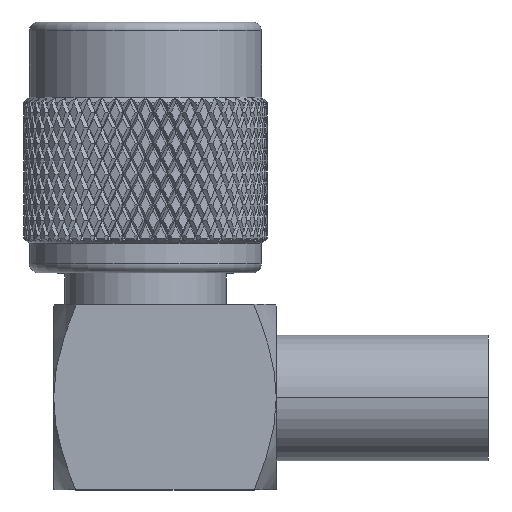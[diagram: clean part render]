
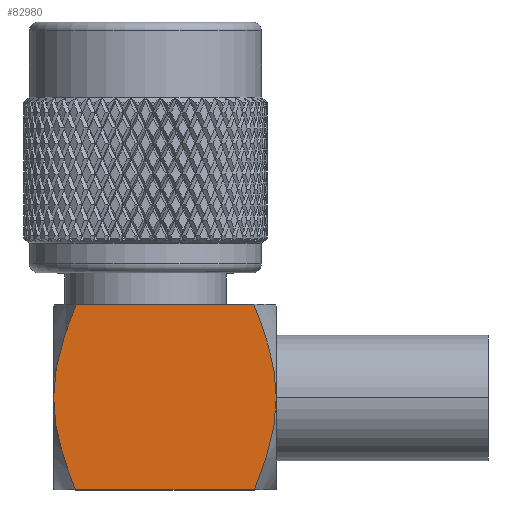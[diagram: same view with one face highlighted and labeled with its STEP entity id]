
A CAD part, top view. The second image highlights one B-rep face of the part: STEP entity #82980.
In plain terms, the highlighted planar face has unit normal (0, 0, 1).
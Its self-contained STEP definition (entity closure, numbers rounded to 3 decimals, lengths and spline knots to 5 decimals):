
#2732 = VECTOR ( 'NONE', #83871, 39.37008 ) ;
#5702 = ORIENTED_EDGE ( 'NONE', *, *, #101834, .F. ) ;
#6996 = B_SPLINE_CURVE_WITH_KNOTS ( 'NONE', 3,
 ( #14136, #30398, #39584, #30773, #82141, #31161, #108414, #99270 ),
 .UNSPECIFIED., .F., .F.,
 ( 4, 2, 2, 4 ),
 ( 0.01191, 0.01483, 0.01628, 0.01774 ),
 .UNSPECIFIED. ) ;
#7024 = DIRECTION ( 'NONE',  ( 0., 0., -1. ) ) ;
#7092 = CARTESIAN_POINT ( 'NONE',  ( 0.28783, 0.13047, 0.21654 ) ) ;
#13238 = EDGE_CURVE ( 'NONE', #24612, #99218, #27725, .T. ) ;
#14136 = CARTESIAN_POINT ( 'NONE',  ( -0.21654, 0., 0.21654 ) ) ;
#15467 = CARTESIAN_POINT ( 'NONE',  ( -0.19171, -0.14663, 0.21654 ) ) ;
#19991 = CARTESIAN_POINT ( 'NONE',  ( 0.25668, -0.21654, 0.21654 ) ) ;
#22532 = VERTEX_POINT ( 'NONE', #25429 ) ;
#22841 = ORIENTED_EDGE ( 'NONE', *, *, #40203, .F. ) ;
#24612 = VERTEX_POINT ( 'NONE', #47639 ) ;
#25429 = CARTESIAN_POINT ( 'NONE',  ( -0.16328, 0.22013, 0.21654 ) ) ;
#27725 = LINE ( 'NONE', #45201, #30413 ) ;
#28667 = CARTESIAN_POINT ( 'NONE',  ( -0.21654, 0., 0.21654 ) ) ;
#30398 = CARTESIAN_POINT ( 'NONE',  ( -0.21654, 0.0382, 0.21654 ) ) ;
#30413 = VECTOR ( 'NONE', #106392, 39.37008 ) ;
#30773 = CARTESIAN_POINT ( 'NONE',  ( -0.1959, 0.13047, 0.21654 ) ) ;
#31161 = CARTESIAN_POINT ( 'NONE',  ( -0.17741, 0.18478, 0.21654 ) ) ;
#31573 = EDGE_CURVE ( 'NONE', #45226, #22532, #74729, .T. ) ;
#32874 = CARTESIAN_POINT ( 'NONE',  ( 0.26934, 0.18478, 0.21654 ) ) ;
#32941 = CARTESIAN_POINT ( 'NONE',  ( 0.30846, -0.0186, 0.21654 ) ) ;
#33280 = CARTESIAN_POINT ( 'NONE',  ( 0.28364, -0.14663, 0.21654 ) ) ;
#33601 = CARTESIAN_POINT ( 'NONE',  ( -0.21509, -0.03751, 0.21654 ) ) ;
#39584 = CARTESIAN_POINT ( 'NONE',  ( -0.2105, 0.07546, 0.21654 ) ) ;
#39816 = ORIENTED_EDGE ( 'NONE', *, *, #101826, .F. ) ;
#40203 = EDGE_CURVE ( 'NONE', #108691, #99218, #94593, .T. ) ;
#41953 = PLANE ( 'NONE',  #110573 ) ;
#42332 = CARTESIAN_POINT ( 'NONE',  ( 0., 0., 0.21654 ) ) ;
#45201 = CARTESIAN_POINT ( 'NONE',  ( -0.21654, -0.21654, 0.21654 ) ) ;
#45226 = VERTEX_POINT ( 'NONE', #56200 ) ;
#45330 = ORIENTED_EDGE ( 'NONE', *, *, #31573, .T. ) ;
#46645 = B_SPLINE_CURVE_WITH_KNOTS ( 'NONE', 3,
 ( #76619, #59501, #15467, #111601, #85731, #33601, #51087, #110844 ),
 .UNSPECIFIED., .F., .F.,
 ( 4, 2, 2, 4 ),
 ( 0.00622, 0.00906, 0.01048, 0.01191 ),
 .UNSPECIFIED. ) ;
#47639 = CARTESIAN_POINT ( 'NONE',  ( -0.16475, -0.21654, 0.21654 ) ) ;
#49963 = CARTESIAN_POINT ( 'NONE',  ( 0.28204, 0.14872, 0.21654 ) ) ;
#50036 = CARTESIAN_POINT ( 'NONE',  ( 0.25668, -0.21654, 0.21654 ) ) ;
#51087 = CARTESIAN_POINT ( 'NONE',  ( -0.21654, -0.0186, 0.21654 ) ) ;
#51199 = CARTESIAN_POINT ( 'NONE',  ( 0.30846, 0., 0.21654 ) ) ;
#53593 = EDGE_CURVE ( 'NONE', #61098, #22532, #6996, .T. ) ;
#53829 = B_SPLINE_CURVE_WITH_KNOTS ( 'NONE', 3,
 ( #67479, #76261, #32874, #49963, #7092, #84974, #59124, #68250 ),
 .UNSPECIFIED., .F., .F.,
 ( 4, 2, 2, 4 ),
 ( 0.01418, 0.01563, 0.01707, 0.01997 ),
 .UNSPECIFIED. ) ;
#56200 = CARTESIAN_POINT ( 'NONE',  ( 0.25521, 0.22013, 0.21654 ) ) ;
#58809 = CARTESIAN_POINT ( 'NONE',  ( 0.29782, -0.09263, 0.21654 ) ) ;
#59124 = CARTESIAN_POINT ( 'NONE',  ( 0.30846, 0.0382, 0.21654 ) ) ;
#59501 = CARTESIAN_POINT ( 'NONE',  ( -0.17887, -0.18196, 0.21654 ) ) ;
#61098 = VERTEX_POINT ( 'NONE', #28667 ) ;
#66761 = CARTESIAN_POINT ( 'NONE',  ( -0.21654, 0.22013, 0.21654 ) ) ;
#67479 = CARTESIAN_POINT ( 'NONE',  ( 0.25521, 0.22013, 0.21654 ) ) ;
#68250 = CARTESIAN_POINT ( 'NONE',  ( 0.30846, 0., 0.21654 ) ) ;
#74729 = LINE ( 'NONE', #66761, #2732 ) ;
#75961 = CARTESIAN_POINT ( 'NONE',  ( 0.30702, -0.03751, 0.21654 ) ) ;
#76261 = CARTESIAN_POINT ( 'NONE',  ( 0.26245, 0.20254, 0.21654 ) ) ;
#76619 = CARTESIAN_POINT ( 'NONE',  ( -0.16475, -0.21654, 0.21654 ) ) ;
#82141 = CARTESIAN_POINT ( 'NONE',  ( -0.19011, 0.14872, 0.21654 ) ) ;
#82980 = ADVANCED_FACE ( 'NONE', ( #84404 ), #41953, .F. ) ;
#83871 = DIRECTION ( 'NONE',  ( -1., 0., 0. ) ) ;
#84404 = FACE_OUTER_BOUND ( 'NONE', #107361, .T. ) ;
#84974 = CARTESIAN_POINT ( 'NONE',  ( 0.30243, 0.07546, 0.21654 ) ) ;
#85046 = CARTESIAN_POINT ( 'NONE',  ( 0.30846, 0., 0.21654 ) ) ;
#85731 = CARTESIAN_POINT ( 'NONE',  ( -0.20976, -0.07444, 0.21654 ) ) ;
#92615 = ORIENTED_EDGE ( 'NONE', *, *, #13238, .T. ) ;
#94155 = CARTESIAN_POINT ( 'NONE',  ( 0.2708, -0.18196, 0.21654 ) ) ;
#94593 = B_SPLINE_CURVE_WITH_KNOTS ( 'NONE', 3,
 ( #85046, #32941, #75961, #102150, #58809, #33280, #94155, #50036 ),
 .UNSPECIFIED., .F., .F.,
 ( 4, 2, 2, 4 ),
 ( 0.01997, 0.02137, 0.02278, 0.0256 ),
 .UNSPECIFIED. ) ;
#95164 = DIRECTION ( 'NONE',  ( -1., 0., 0. ) ) ;
#99218 = VERTEX_POINT ( 'NONE', #19991 ) ;
#99270 = CARTESIAN_POINT ( 'NONE',  ( -0.16328, 0.22013, 0.21654 ) ) ;
#101826 = EDGE_CURVE ( 'NONE', #45226, #108691, #53829, .T. ) ;
#101834 = EDGE_CURVE ( 'NONE', #24612, #61098, #46645, .T. ) ;
#102150 = CARTESIAN_POINT ( 'NONE',  ( 0.30169, -0.07444, 0.21654 ) ) ;
#106392 = DIRECTION ( 'NONE',  ( 1., 0., 0. ) ) ;
#107361 = EDGE_LOOP ( 'NONE', ( #5702, #92615, #22841, #39816, #45330, #108613 ) ) ;
#108414 = CARTESIAN_POINT ( 'NONE',  ( -0.17052, 0.20254, 0.21654 ) ) ;
#108613 = ORIENTED_EDGE ( 'NONE', *, *, #53593, .F. ) ;
#108691 = VERTEX_POINT ( 'NONE', #51199 ) ;
#110573 = AXIS2_PLACEMENT_3D ( 'NONE', #42332, #7024, #95164 ) ;
#110844 = CARTESIAN_POINT ( 'NONE',  ( -0.21654, 0., 0.21654 ) ) ;
#111601 = CARTESIAN_POINT ( 'NONE',  ( -0.20589, -0.09263, 0.21654 ) ) ;
